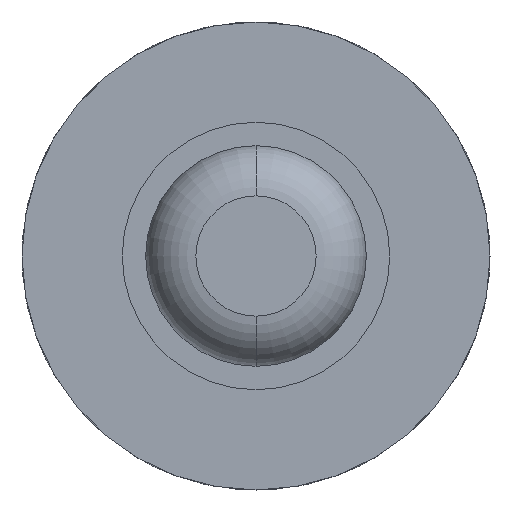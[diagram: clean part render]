
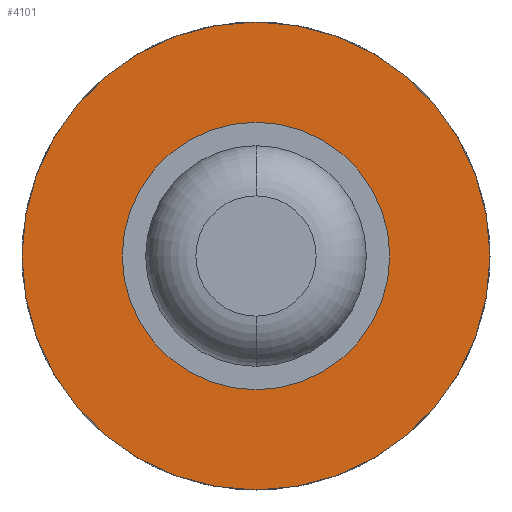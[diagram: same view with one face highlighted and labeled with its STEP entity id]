
A CAD part, front view. The second image highlights one B-rep face of the part: STEP entity #4101.
In plain terms, the highlighted planar face has unit normal (0, -1, 0).
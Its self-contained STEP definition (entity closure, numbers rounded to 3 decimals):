
#2 = CARTESIAN_POINT ( 'NONE',  ( 0., 5.3, 1.75 ) ) ;
#38 = CARTESIAN_POINT ( 'NONE',  ( 0., 5.3, 0. ) ) ;
#289 = CIRCLE ( 'NONE', #1771, 1.75 ) ;
#327 = DIRECTION ( 'NONE',  ( 0., -1., 0. ) ) ;
#451 = DIRECTION ( 'NONE',  ( 0., 0., -1. ) ) ;
#537 = ORIENTED_EDGE ( 'NONE', *, *, #2080, .T. ) ;
#763 = VERTEX_POINT ( 'NONE', #2 ) ;
#785 = CARTESIAN_POINT ( 'NONE',  ( 0., 5.3, 0. ) ) ;
#844 = CARTESIAN_POINT ( 'NONE',  ( 0., 5.3, 0. ) ) ;
#1314 = DIRECTION ( 'NONE',  ( 0., 0., -1. ) ) ;
#1549 = DIRECTION ( 'NONE',  ( 0., 0., -1. ) ) ;
#1617 = VERTEX_POINT ( 'NONE', #3523 ) ;
#1771 = AXIS2_PLACEMENT_3D ( 'NONE', #4486, #5902, #451 ) ;
#1938 = AXIS2_PLACEMENT_3D ( 'NONE', #38, #6007, #1549 ) ;
#2032 = ORIENTED_EDGE ( 'NONE', *, *, #2211, .F. ) ;
#2080 = EDGE_CURVE ( 'Defeature ausgef�hrt1_21+Defeature ausgef�hrt1_22+Defeature ausgef�hrt1_22+Defeature ausgef�hrt1_22', #3326, #763, #289, .T. ) ;
#2211 = EDGE_CURVE ( 'Defeature ausgef�hrt1_0+Defeature ausgef�hrt1_21+Defeature ausgef�hrt1_21+Defeature ausgef�hrt1_21', #5137, #1617, #2250, .T. ) ;
#2250 = CIRCLE ( 'NONE', #1938, 0.5 ) ;
#2335 = EDGE_LOOP ( 'NONE', ( #537, #5860 ) ) ;
#2726 = DIRECTION ( 'NONE',  ( 0., 0., -1. ) ) ;
#2787 = AXIS2_PLACEMENT_3D ( 'NONE', #785, #5254, #5293 ) ;
#2842 = ORIENTED_EDGE ( 'NONE', *, *, #4511, .F. ) ;
#2846 = CIRCLE ( 'NONE', #6445, 0.5 ) ;
#3158 = FACE_OUTER_BOUND ( 'NONE', #2335, .T. ) ;
#3220 = DIRECTION ( 'NONE',  ( 0., -1., 0. ) ) ;
#3326 = VERTEX_POINT ( 'NONE', #4080 ) ;
#3523 = CARTESIAN_POINT ( 'NONE',  ( 0., 5.3, -0.5 ) ) ;
#3921 = AXIS2_PLACEMENT_3D ( 'NONE', #4719, #3220, #2726 ) ;
#4080 = CARTESIAN_POINT ( 'NONE',  ( 0., 5.3, -1.75 ) ) ;
#4101 = ADVANCED_FACE ( 'Defeature ausgef�hrt1_21', ( #3158, #4574 ), #5715, .T. ) ;
#4184 = CIRCLE ( 'NONE', #2787, 1.75 ) ;
#4394 = EDGE_CURVE ( 'Defeature ausgef�hrt1_21+Defeature ausgef�hrt1_22+Defeature ausgef�hrt1_22+Defeature ausgef�hrt1_22', #763, #3326, #4184, .T. ) ;
#4486 = CARTESIAN_POINT ( 'NONE',  ( 0., 5.3, 0. ) ) ;
#4511 = EDGE_CURVE ( 'Defeature ausgef�hrt1_0+Defeature ausgef�hrt1_21+Defeature ausgef�hrt1_21+Defeature ausgef�hrt1_21', #1617, #5137, #2846, .T. ) ;
#4574 = FACE_BOUND ( 'NONE', #5195, .T. ) ;
#4719 = CARTESIAN_POINT ( 'NONE',  ( 1.75, 5.3, 0. ) ) ;
#5137 = VERTEX_POINT ( 'NONE', #5801 ) ;
#5195 = EDGE_LOOP ( 'NONE', ( #2842, #2032 ) ) ;
#5254 = DIRECTION ( 'NONE',  ( 0., -1., 0. ) ) ;
#5293 = DIRECTION ( 'NONE',  ( 0., 0., -1. ) ) ;
#5715 = PLANE ( 'NONE',  #3921 ) ;
#5801 = CARTESIAN_POINT ( 'NONE',  ( 0., 5.3, 0.5 ) ) ;
#5860 = ORIENTED_EDGE ( 'NONE', *, *, #4394, .T. ) ;
#5902 = DIRECTION ( 'NONE',  ( 0., -1., 0. ) ) ;
#6007 = DIRECTION ( 'NONE',  ( 0., -1., 0. ) ) ;
#6445 = AXIS2_PLACEMENT_3D ( 'NONE', #844, #327, #1314 ) ;
